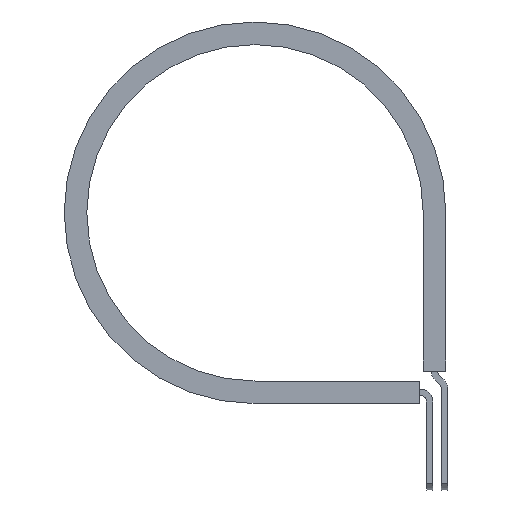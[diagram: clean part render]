
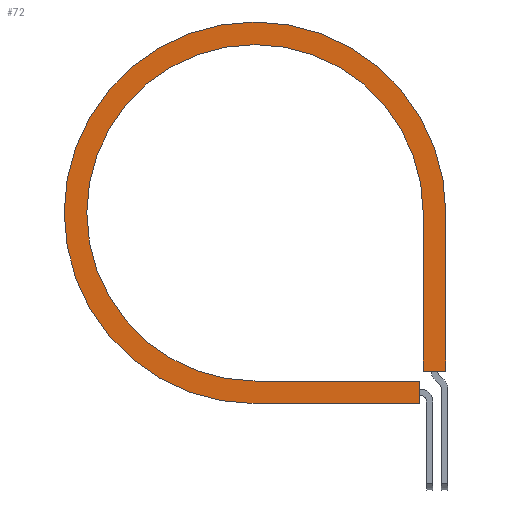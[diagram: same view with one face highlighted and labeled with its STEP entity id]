
A CAD part, front view. The second image highlights one B-rep face of the part: STEP entity #72.
In plain terms, the highlighted planar face has unit normal (0, -1, 0).
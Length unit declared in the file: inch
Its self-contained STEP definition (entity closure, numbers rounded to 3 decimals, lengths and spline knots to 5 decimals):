
#49 = VERTEX_POINT ( 'NONE', #1118 ) ;
#72 = ADVANCED_FACE ( 'NONE', ( #364 ), #292, .T. ) ;
#133 = DIRECTION ( 'NONE',  ( 1., 0., 0. ) ) ;
#171 = EDGE_CURVE ( 'NONE', #658, #1243, #1202, .T. ) ;
#264 = ORIENTED_EDGE ( 'NONE', *, *, #1474, .F. ) ;
#292 = PLANE ( 'NONE',  #1398 ) ;
#356 = DIRECTION ( 'NONE',  ( 0., 0., -1. ) ) ;
#364 = FACE_OUTER_BOUND ( 'NONE', #1409, .T. ) ;
#371 = ORIENTED_EDGE ( 'NONE', *, *, #495, .T. ) ;
#375 = LINE ( 'NONE', #804, #392 ) ;
#392 = VECTOR ( 'NONE', #927, 39.37008 ) ;
#445 = DIRECTION ( 'NONE',  ( 0., 0., -1. ) ) ;
#449 = CARTESIAN_POINT ( 'NONE',  ( 0., -0.31, 0. ) ) ;
#495 = EDGE_CURVE ( 'NONE', #1721, #1657, #375, .T. ) ;
#507 = CARTESIAN_POINT ( 'NONE',  ( 1.25, -0.31, 0. ) ) ;
#517 = DIRECTION ( 'NONE',  ( 0., -1., 0. ) ) ;
#552 = VECTOR ( 'NONE', #1315, 39.37008 ) ;
#575 = VERTEX_POINT ( 'NONE', #1087 ) ;
#586 = ORIENTED_EDGE ( 'NONE', *, *, #171, .T. ) ;
#591 = ORIENTED_EDGE ( 'NONE', *, *, #1720, .T. ) ;
#649 = DIRECTION ( 'NONE',  ( 0., 0., -1. ) ) ;
#658 = VERTEX_POINT ( 'NONE', #1264 ) ;
#674 = EDGE_CURVE ( 'NONE', #1568, #1657, #1100, .T. ) ;
#679 = ORIENTED_EDGE ( 'NONE', *, *, #1714, .T. ) ;
#726 = EDGE_CURVE ( 'NONE', #1592, #1568, #1458, .T. ) ;
#743 = CARTESIAN_POINT ( 'NONE',  ( 0., -0.31, 0. ) ) ;
#804 = CARTESIAN_POINT ( 'NONE',  ( 1.2247, -0.31, -1.25 ) ) ;
#825 = VECTOR ( 'NONE', #1081, 39.37008 ) ;
#863 = DIRECTION ( 'NONE',  ( 0., 0., -1. ) ) ;
#890 = LINE ( 'NONE', #507, #1543 ) ;
#924 = LINE ( 'NONE', #939, #1250 ) ;
#927 = DIRECTION ( 'NONE',  ( 0., 0., 1. ) ) ;
#939 = CARTESIAN_POINT ( 'NONE',  ( 1.418, -0.31, 0. ) ) ;
#989 = VECTOR ( 'NONE', #1148, 39.37008 ) ;
#995 = DIRECTION ( 'NONE',  ( 0., -1., 0. ) ) ;
#1081 = DIRECTION ( 'NONE',  ( 1., 0., 0. ) ) ;
#1087 = CARTESIAN_POINT ( 'NONE',  ( 1.418, -0.31, -1.17565 ) ) ;
#1100 = LINE ( 'NONE', #1256, #825 ) ;
#1118 = CARTESIAN_POINT ( 'NONE',  ( 1.25, -0.31, -1.17565 ) ) ;
#1130 = EDGE_CURVE ( 'NONE', #658, #575, #924, .T. ) ;
#1148 = DIRECTION ( 'NONE',  ( -1., 0., 0. ) ) ;
#1152 = ORIENTED_EDGE ( 'NONE', *, *, #674, .F. ) ;
#1155 = ORIENTED_EDGE ( 'NONE', *, *, #1130, .F. ) ;
#1186 = CARTESIAN_POINT ( 'NONE',  ( 0., -0.31, -1.418 ) ) ;
#1202 = CIRCLE ( 'NONE', #1649, 1.418 ) ;
#1239 = CARTESIAN_POINT ( 'NONE',  ( 1.25, -0.31, -1.17565 ) ) ;
#1243 = VERTEX_POINT ( 'NONE', #1586 ) ;
#1250 = VECTOR ( 'NONE', #356, 39.37008 ) ;
#1256 = CARTESIAN_POINT ( 'NONE',  ( 0., -0.31, -1.25 ) ) ;
#1264 = CARTESIAN_POINT ( 'NONE',  ( 1.418, -0.31, 0. ) ) ;
#1300 = LINE ( 'NONE', #1186, #552 ) ;
#1315 = DIRECTION ( 'NONE',  ( 1., 0., 0. ) ) ;
#1395 = CARTESIAN_POINT ( 'NONE',  ( 1.25, -0.31, 0. ) ) ;
#1398 = AXIS2_PLACEMENT_3D ( 'NONE', #1751, #995, #133 ) ;
#1409 = EDGE_LOOP ( 'NONE', ( #264, #1155, #586, #679, #371, #1152, #1614, #591 ) ) ;
#1458 = CIRCLE ( 'NONE', #1498, 1.25 ) ;
#1474 = EDGE_CURVE ( 'NONE', #575, #49, #1662, .T. ) ;
#1498 = AXIS2_PLACEMENT_3D ( 'NONE', #449, #517, #445 ) ;
#1535 = CARTESIAN_POINT ( 'NONE',  ( 1.2247, -0.31, -1.25 ) ) ;
#1543 = VECTOR ( 'NONE', #649, 39.37008 ) ;
#1548 = CARTESIAN_POINT ( 'NONE',  ( 1.2247, -0.31, -1.418 ) ) ;
#1568 = VERTEX_POINT ( 'NONE', #1637 ) ;
#1586 = CARTESIAN_POINT ( 'NONE',  ( 0., -0.31, -1.418 ) ) ;
#1592 = VERTEX_POINT ( 'NONE', #1395 ) ;
#1614 = ORIENTED_EDGE ( 'NONE', *, *, #726, .F. ) ;
#1637 = CARTESIAN_POINT ( 'NONE',  ( 0., -0.31, -1.25 ) ) ;
#1642 = DIRECTION ( 'NONE',  ( 0., -1., 0. ) ) ;
#1649 = AXIS2_PLACEMENT_3D ( 'NONE', #743, #1642, #863 ) ;
#1657 = VERTEX_POINT ( 'NONE', #1535 ) ;
#1662 = LINE ( 'NONE', #1239, #989 ) ;
#1714 = EDGE_CURVE ( 'NONE', #1243, #1721, #1300, .T. ) ;
#1720 = EDGE_CURVE ( 'NONE', #1592, #49, #890, .T. ) ;
#1721 = VERTEX_POINT ( 'NONE', #1548 ) ;
#1751 = CARTESIAN_POINT ( 'NONE',  ( 1.25, -0.31, 0. ) ) ;
